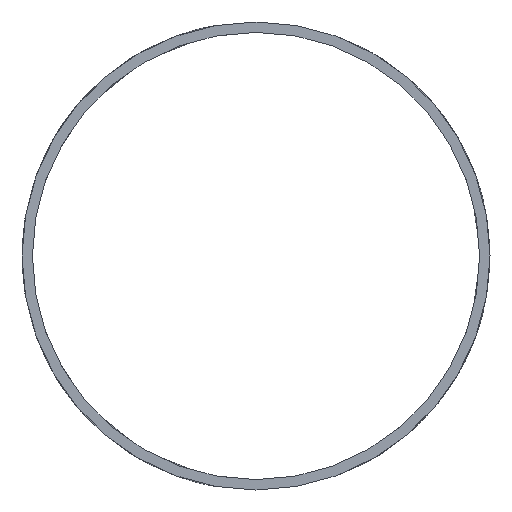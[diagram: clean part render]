
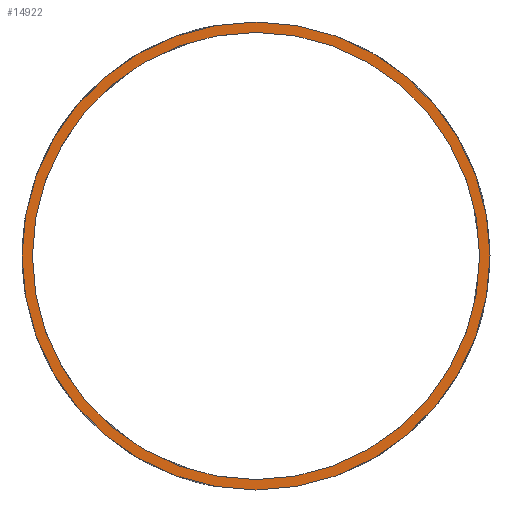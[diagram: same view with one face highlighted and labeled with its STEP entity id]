
A CAD part, left-side view. The second image highlights one B-rep face of the part: STEP entity #14922.
In plain terms, the highlighted planar face has unit normal (-1, 0, 0).
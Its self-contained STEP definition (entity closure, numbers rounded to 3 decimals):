
#86 = CYLINDRICAL_SURFACE('',#87,45.);
#87 = AXIS2_PLACEMENT_3D('',#88,#89,#90);
#88 = CARTESIAN_POINT('',(-60.,0.,0.));
#89 = DIRECTION('',(-1.,0.,0.));
#90 = DIRECTION('',(0.,1.,0.));
#969 = VERTEX_POINT('',#970);
#970 = CARTESIAN_POINT('',(-60.,45.,0.)
  );
#989 = EDGE_CURVE('',#969,#969,#990,.T.);
#990 = SURFACE_CURVE('',#991,(#996,#1002),.PCURVE_S1.);
#991 = CIRCLE('',#992,45.);
#992 = AXIS2_PLACEMENT_3D('',#993,#994,#995);
#993 = CARTESIAN_POINT('',(-60.,0.,0.));
#994 = DIRECTION('',(1.,0.,0.));
#995 = DIRECTION('',(0.,1.,0.));
#996 = PCURVE('',#86,#997);
#997 = DEFINITIONAL_REPRESENTATION('',(#998),#1001);
#998 = B_SPLINE_CURVE_WITH_KNOTS('',1,(#999,#1000),.UNSPECIFIED.,.F.,.F.
  ,(2,2),(0.,6.283),.PIECEWISE_BEZIER_KNOTS.);
#999 = CARTESIAN_POINT('',(0.,0.));
#1000 = CARTESIAN_POINT('',(-6.283,0.));
#1001 = ( GEOMETRIC_REPRESENTATION_CONTEXT(2) 
PARAMETRIC_REPRESENTATION_CONTEXT() REPRESENTATION_CONTEXT('2D SPACE',''
  ) );
#1002 = PCURVE('',#1003,#1008);
#1003 = PLANE('',#1004);
#1004 = AXIS2_PLACEMENT_3D('',#1005,#1006,#1007);
#1005 = CARTESIAN_POINT('',(-60.,0.,0.));
#1006 = DIRECTION('',(1.,0.,0.));
#1007 = DIRECTION('',(0.,0.,1.));
#1008 = DEFINITIONAL_REPRESENTATION('',(#1009),#1013);
#1009 = CIRCLE('',#1010,45.);
#1010 = AXIS2_PLACEMENT_2D('',#1011,#1012);
#1011 = CARTESIAN_POINT('',(0.,0.));
#1012 = DIRECTION('',(0.,-1.));
#1013 = ( GEOMETRIC_REPRESENTATION_CONTEXT(2) 
PARAMETRIC_REPRESENTATION_CONTEXT() REPRESENTATION_CONTEXT('2D SPACE',''
  ) );
#13797 = CYLINDRICAL_SURFACE('',#13798,43.);
#13798 = AXIS2_PLACEMENT_3D('',#13799,#13800,#13801);
#13799 = CARTESIAN_POINT('',(-60.,0.,0.));
#13800 = DIRECTION('',(-1.,0.,0.));
#13801 = DIRECTION('',(0.,1.,0.));
#14922 = ADVANCED_FACE('',(#14923,#14926),#1003,.F.);
#14923 = FACE_BOUND('',#14924,.F.);
#14924 = EDGE_LOOP('',(#14925));
#14925 = ORIENTED_EDGE('',*,*,#989,.T.);
#14926 = FACE_BOUND('',#14927,.F.);
#14927 = EDGE_LOOP('',(#14928));
#14928 = ORIENTED_EDGE('',*,*,#14929,.F.);
#14929 = EDGE_CURVE('',#14930,#14930,#14932,.T.);
#14930 = VERTEX_POINT('',#14931);
#14931 = CARTESIAN_POINT('',(-60.,43.,
    0.));
#14932 = SURFACE_CURVE('',#14933,(#14938,#14945),.PCURVE_S1.);
#14933 = CIRCLE('',#14934,43.);
#14934 = AXIS2_PLACEMENT_3D('',#14935,#14936,#14937);
#14935 = CARTESIAN_POINT('',(-60.,0.,0.));
#14936 = DIRECTION('',(1.,0.,0.));
#14937 = DIRECTION('',(0.,1.,0.));
#14938 = PCURVE('',#1003,#14939);
#14939 = DEFINITIONAL_REPRESENTATION('',(#14940),#14944);
#14940 = CIRCLE('',#14941,43.);
#14941 = AXIS2_PLACEMENT_2D('',#14942,#14943);
#14942 = CARTESIAN_POINT('',(0.,0.));
#14943 = DIRECTION('',(0.,-1.));
#14944 = ( GEOMETRIC_REPRESENTATION_CONTEXT(2) 
PARAMETRIC_REPRESENTATION_CONTEXT() REPRESENTATION_CONTEXT('2D SPACE',''
  ) );
#14945 = PCURVE('',#13797,#14946);
#14946 = DEFINITIONAL_REPRESENTATION('',(#14947),#14950);
#14947 = B_SPLINE_CURVE_WITH_KNOTS('',1,(#14948,#14949),.UNSPECIFIED.,
  .F.,.F.,(2,2),(0.,6.283),.PIECEWISE_BEZIER_KNOTS.);
#14948 = CARTESIAN_POINT('',(0.,0.));
#14949 = CARTESIAN_POINT('',(-6.283,0.));
#14950 = ( GEOMETRIC_REPRESENTATION_CONTEXT(2) 
PARAMETRIC_REPRESENTATION_CONTEXT() REPRESENTATION_CONTEXT('2D SPACE',''
  ) );
